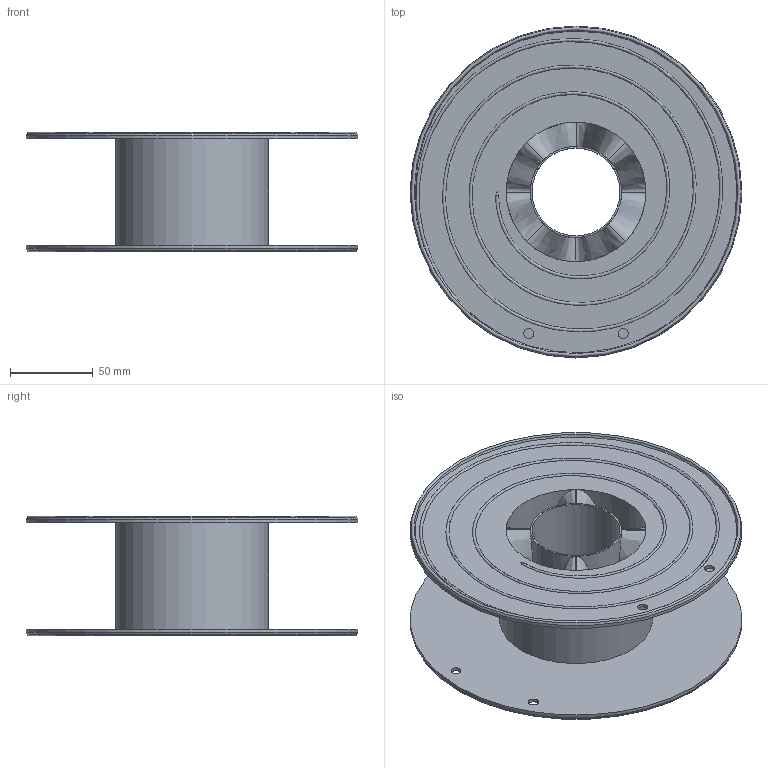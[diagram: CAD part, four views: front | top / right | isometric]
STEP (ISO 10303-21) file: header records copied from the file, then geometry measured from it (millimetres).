
FILE_DESCRIPTION(/* description */ (''),/* implementation_level */ '2;1');
FILE_NAME(/* name */ 'spool.step',/* time_stamp */ '2021-05-11T22:00:21+02:00',/* author */ (''),/* organization */ (''),/* preprocessor_version */ 'ST-DEVELOPER v18.1',/* originating_system */ 'Autodesk Translation Framework v10.6.0.1341',/* authorisation */ '');
FILE_SCHEMA (('AUTOMOTIVE_DESIGN { 1 0 10303 214 3 1 1 }'));
Length unit declared in the file: millimetre
Products named in the file (1): spule
Bounding box: 200 x 200 x 72 mm (x, y, z)
Volume: 213944.4 mm3; surface area: 183918.2 mm2
Topology: 1 solids, 1 shells, 53 faces, 110 edges, 66 vertices
Faces by surface type: cylinder 24, bspline 16, plane 7, cone 4, torus 2
Full cylindrical faces by diameter (mm): 6 x4, 53 x1, 92.3 x1, 200 x2
Entity records: 4755 total; most frequent: CARTESIAN_POINT 3657, ORIENTED_EDGE 220, DIRECTION 191, EDGE_CURVE 110, AXIS2_PLACEMENT_3D 80, EDGE_LOOP 70, VERTEX_POINT 66, FACE_OUTER_BOUND 53
